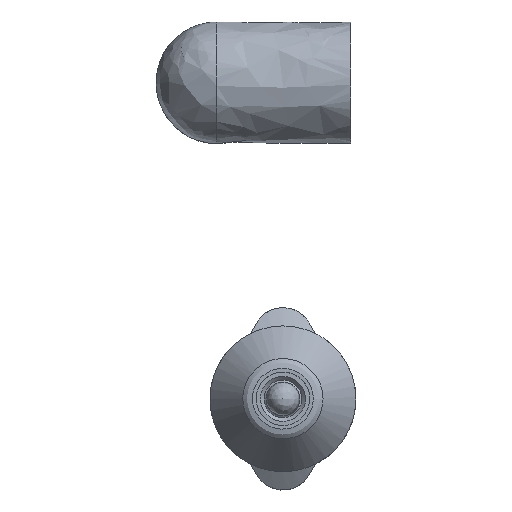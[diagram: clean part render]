
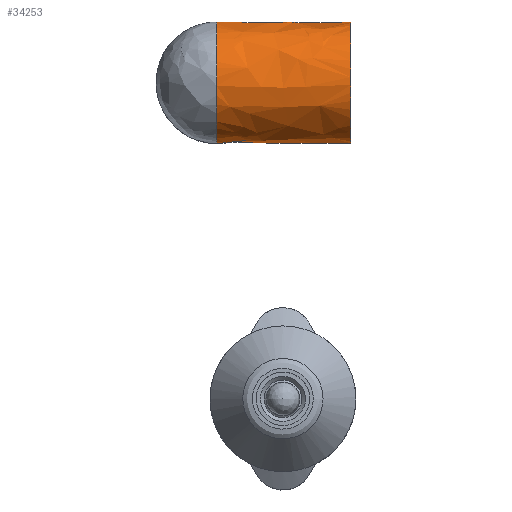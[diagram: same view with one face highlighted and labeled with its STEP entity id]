
A CAD part, top view. The second image highlights one B-rep face of the part: STEP entity #34253.
In plain terms, the highlighted free-form (B-spline) face has degree [2, 1] with [5, 2] control points.
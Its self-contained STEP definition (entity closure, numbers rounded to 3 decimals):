
#34104 = VERTEX_POINT('',#34105);
#34105 = CARTESIAN_POINT('',(-2.064,21.417,
    5.594));
#34120 = EDGE_CURVE('',#34121,#34104,#34123,.T.);
#34121 = VERTEX_POINT('',#34122);
#34122 = CARTESIAN_POINT('',(5.359,21.417,
    5.594));
#34123 = B_SPLINE_CURVE_WITH_KNOTS('',1,(#34124,#34125),.UNSPECIFIED.,
  .F.,.F.,(2,2),(-4.,3.706),.PIECEWISE_BEZIER_KNOTS.);
#34124 = CARTESIAN_POINT('',(5.359,21.417,
    5.594));
#34125 = CARTESIAN_POINT('',(-2.064,21.417,
    5.594));
#34152 = VERTEX_POINT('',#34153);
#34153 = CARTESIAN_POINT('',(-2.132,21.36,
    5.66));
#34158 = EDGE_CURVE('',#34152,#34104,#34159,.T.);
#34159 = B_SPLINE_CURVE_WITH_KNOTS('',3,(#34160,#34161,#34162,#34163),
  .UNSPECIFIED.,.F.,.F.,(4,4),(2.753,2.764),
  .PIECEWISE_BEZIER_KNOTS.);
#34160 = CARTESIAN_POINT('',(-2.132,21.36,
    5.66));
#34161 = CARTESIAN_POINT('',(-2.109,21.379,
    5.638));
#34162 = CARTESIAN_POINT('',(-2.087,21.398,
    5.615));
#34163 = CARTESIAN_POINT('',(-2.064,21.417,
    5.594));
#34177 = EDGE_CURVE('',#34178,#34152,#34180,.T.);
#34178 = VERTEX_POINT('',#34179);
#34179 = CARTESIAN_POINT('',(-5.235,20.227,
    8.763));
#34180 = ( BOUNDED_CURVE() B_SPLINE_CURVE(2,(#34181,#34182,#34183),
.UNSPECIFIED.,.F.,.F.) B_SPLINE_CURVE_WITH_KNOTS((3,3),(4.712,
5.413),.PIECEWISE_BEZIER_KNOTS.) CURVE() 
GEOMETRIC_REPRESENTATION_ITEM() RATIONAL_B_SPLINE_CURVE((1.,
0.939,1.)) REPRESENTATION_ITEM('') );
#34181 = CARTESIAN_POINT('',(-5.235,20.227,
    8.763));
#34182 = CARTESIAN_POINT('',(-3.477,20.227,
    7.005));
#34183 = CARTESIAN_POINT('',(-2.132,21.36,
    5.66));
#34218 = VERTEX_POINT('',#34219);
#34219 = CARTESIAN_POINT('',(5.359,28.668,
    5.594));
#34225 = EDGE_CURVE('',#34226,#34218,#34228,.T.);
#34226 = VERTEX_POINT('',#34227);
#34227 = CARTESIAN_POINT('',(-2.064,28.668,
    5.594));
#34228 = B_SPLINE_CURVE_WITH_KNOTS('',1,(#34229,#34230),.UNSPECIFIED.,
  .F.,.F.,(2,2),(-3.706,4.),.PIECEWISE_BEZIER_KNOTS.);
#34229 = CARTESIAN_POINT('',(-2.064,28.668,
    5.594));
#34230 = CARTESIAN_POINT('',(5.359,28.668,
    5.594));
#34253 = ADVANCED_FACE('',(#34254),#34313,.T.);
#34254 = FACE_BOUND('',#34255,.T.);
#34255 = EDGE_LOOP('',(#34256,#34257,#34265,#34266,#34275,#34283,#34290,
    #34298,#34306,#34311,#34312));
#34256 = ORIENTED_EDGE('',*,*,#34120,.F.);
#34257 = ORIENTED_EDGE('',*,*,#34258,.F.);
#34258 = EDGE_CURVE('',#34218,#34121,#34259,.T.);
#34259 = ( BOUNDED_CURVE() B_SPLINE_CURVE(2,(#34260,#34261,#34262,#34263
,#34264),.UNSPECIFIED.,.F.,.F.) B_SPLINE_CURVE_WITH_KNOTS((3,2,3),(
    3.994,6.283,8.572),
.PIECEWISE_BEZIER_KNOTS.) CURVE() GEOMETRIC_REPRESENTATION_ITEM() 
RATIONAL_B_SPLINE_CURVE((1.,0.413,1.,0.413,1.)) 
REPRESENTATION_ITEM('') );
#34260 = CARTESIAN_POINT('',(5.359,28.668,
    5.594));
#34261 = CARTESIAN_POINT('',(5.359,35.649,
    13.579));
#34262 = CARTESIAN_POINT('',(5.359,25.042,
    13.579));
#34263 = CARTESIAN_POINT('',(5.359,14.435,
    13.579));
#34264 = CARTESIAN_POINT('',(5.359,21.417,
    5.594));
#34265 = ORIENTED_EDGE('',*,*,#34225,.F.);
#34266 = ORIENTED_EDGE('',*,*,#34267,.T.);
#34267 = EDGE_CURVE('',#34226,#34268,#34270,.T.);
#34268 = VERTEX_POINT('',#34269);
#34269 = CARTESIAN_POINT('',(-2.132,28.725,
    5.66));
#34270 = B_SPLINE_CURVE_WITH_KNOTS('',3,(#34271,#34272,#34273,#34274),
  .UNSPECIFIED.,.F.,.F.,(4,4),(2.008,2.02),
  .PIECEWISE_BEZIER_KNOTS.);
#34271 = CARTESIAN_POINT('',(-2.064,28.668,
    5.594));
#34272 = CARTESIAN_POINT('',(-2.087,28.687,
    5.615));
#34273 = CARTESIAN_POINT('',(-2.109,28.706,
    5.638));
#34274 = CARTESIAN_POINT('',(-2.132,28.725,
    5.66));
#34275 = ORIENTED_EDGE('',*,*,#34276,.T.);
#34276 = EDGE_CURVE('',#34268,#34277,#34279,.T.);
#34277 = VERTEX_POINT('',#34278);
#34278 = CARTESIAN_POINT('',(-5.235,29.858,
    8.763));
#34279 = ( BOUNDED_CURVE() B_SPLINE_CURVE(2,(#34280,#34281,#34282),
.UNSPECIFIED.,.F.,.F.) B_SPLINE_CURVE_WITH_KNOTS((3,3),(0.871,
1.571),.PIECEWISE_BEZIER_KNOTS.) CURVE() 
GEOMETRIC_REPRESENTATION_ITEM() RATIONAL_B_SPLINE_CURVE((1.,
0.939,1.)) REPRESENTATION_ITEM('') );
#34280 = CARTESIAN_POINT('',(-2.132,28.725,
    5.66));
#34281 = CARTESIAN_POINT('',(-3.477,29.858,
    7.005));
#34282 = CARTESIAN_POINT('',(-5.235,29.858,
    8.763));
#34283 = ORIENTED_EDGE('',*,*,#34284,.T.);
#34284 = EDGE_CURVE('',#34277,#34285,#34287,.T.);
#34285 = VERTEX_POINT('',#34286);
#34286 = CARTESIAN_POINT('',(-5.236,29.858,
    8.763));
#34287 = B_SPLINE_CURVE_WITH_KNOTS('',1,(#34288,#34289),.UNSPECIFIED.,
  .F.,.F.,(2,2),(2.999,3.),.PIECEWISE_BEZIER_KNOTS.);
#34288 = CARTESIAN_POINT('',(-5.235,29.858,
    8.763));
#34289 = CARTESIAN_POINT('',(-5.236,29.858,
    8.763));
#34290 = ORIENTED_EDGE('',*,*,#34291,.F.);
#34291 = EDGE_CURVE('',#34292,#34285,#34294,.T.);
#34292 = VERTEX_POINT('',#34293);
#34293 = CARTESIAN_POINT('',(-5.236,27.196,
    13.071));
#34294 = ( BOUNDED_CURVE() B_SPLINE_CURVE(2,(#34295,#34296,#34297),
.UNSPECIFIED.,.F.,.F.) B_SPLINE_CURVE_WITH_KNOTS((3,3),(5.961,
7.069),.PIECEWISE_BEZIER_KNOTS.) CURVE() 
GEOMETRIC_REPRESENTATION_ITEM() RATIONAL_B_SPLINE_CURVE((1.,
0.851,1.)) REPRESENTATION_ITEM('') );
#34295 = CARTESIAN_POINT('',(-5.236,27.196,
    13.071));
#34296 = CARTESIAN_POINT('',(-5.236,29.858,
    11.74));
#34297 = CARTESIAN_POINT('',(-5.236,29.858,
    8.763));
#34298 = ORIENTED_EDGE('',*,*,#34299,.F.);
#34299 = EDGE_CURVE('',#34300,#34292,#34302,.T.);
#34300 = VERTEX_POINT('',#34301);
#34301 = CARTESIAN_POINT('',(-5.236,20.227,
    8.763));
#34302 = ( BOUNDED_CURVE() B_SPLINE_CURVE(2,(#34303,#34304,#34305),
.UNSPECIFIED.,.F.,.F.) B_SPLINE_CURVE_WITH_KNOTS((3,3),(3.927,
5.961),.PIECEWISE_BEZIER_KNOTS.) CURVE() 
GEOMETRIC_REPRESENTATION_ITEM() RATIONAL_B_SPLINE_CURVE((1.,
0.526,1.)) REPRESENTATION_ITEM('') );
#34303 = CARTESIAN_POINT('',(-5.236,20.227,
    8.763));
#34304 = CARTESIAN_POINT('',(-5.236,20.227,
    16.555));
#34305 = CARTESIAN_POINT('',(-5.236,27.196,
    13.071));
#34306 = ORIENTED_EDGE('',*,*,#34307,.T.);
#34307 = EDGE_CURVE('',#34300,#34178,#34308,.T.);
#34308 = B_SPLINE_CURVE_WITH_KNOTS('',1,(#34309,#34310),.UNSPECIFIED.,
  .F.,.F.,(2,2),(-3.,-2.999),.PIECEWISE_BEZIER_KNOTS.);
#34309 = CARTESIAN_POINT('',(-5.236,20.227,
    8.763));
#34310 = CARTESIAN_POINT('',(-5.235,20.227,
    8.763));
#34311 = ORIENTED_EDGE('',*,*,#34177,.T.);
#34312 = ORIENTED_EDGE('',*,*,#34158,.T.);
#34313 = ( BOUNDED_SURFACE() B_SPLINE_SURFACE(2,1,(
    (#34314,#34315)
    ,(#34316,#34317)
    ,(#34318,#34319)
    ,(#34320,#34321)
    ,(#34322,#34323
)),.UNSPECIFIED.,.F.,.F.,.F.) B_SPLINE_SURFACE_WITH_KNOTS((3,2,3),(2,2),
  (3.209,5.498,7.787),(-8.,3.),
.PIECEWISE_BEZIER_KNOTS.) GEOMETRIC_REPRESENTATION_ITEM() 
RATIONAL_B_SPLINE_SURFACE((
    (1.,1.)
    ,(0.413,0.413)
    ,(1.,1.)
    ,(0.413,0.413)
,(1.,1.))) REPRESENTATION_ITEM('') SURFACE() );
#34314 = CARTESIAN_POINT('',(5.359,21.417,
    5.594));
#34315 = CARTESIAN_POINT('',(-5.236,21.417,
    5.594));
#34316 = CARTESIAN_POINT('',(5.359,14.435,
    13.579));
#34317 = CARTESIAN_POINT('',(-5.236,14.435,
    13.579));
#34318 = CARTESIAN_POINT('',(5.359,25.042,
    13.579));
#34319 = CARTESIAN_POINT('',(-5.236,25.042,
    13.579));
#34320 = CARTESIAN_POINT('',(5.359,35.649,
    13.579));
#34321 = CARTESIAN_POINT('',(-5.236,35.649,
    13.579));
#34322 = CARTESIAN_POINT('',(5.359,28.668,
    5.594));
#34323 = CARTESIAN_POINT('',(-5.236,28.668,
    5.594));
